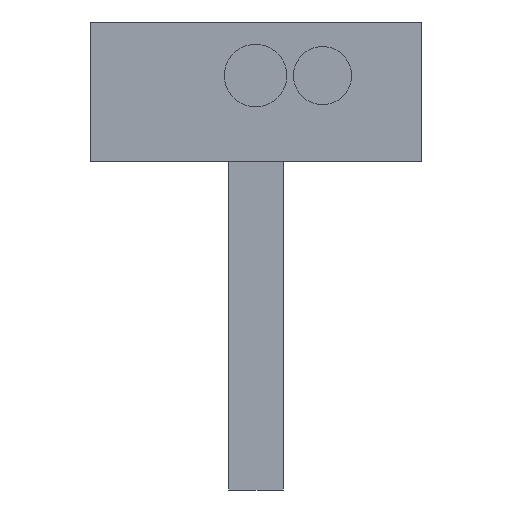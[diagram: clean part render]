
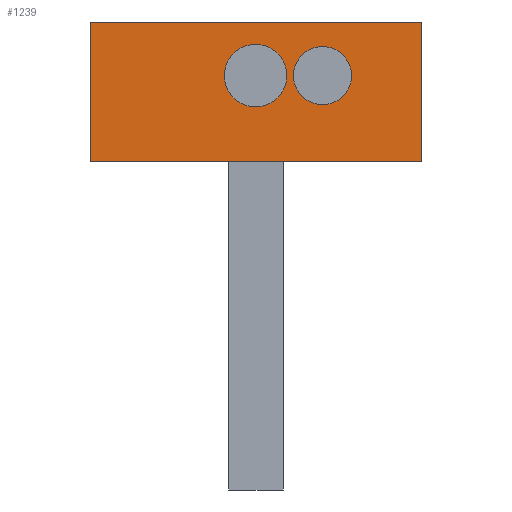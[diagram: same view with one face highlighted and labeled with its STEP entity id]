
A CAD part, left-side view. The second image highlights one B-rep face of the part: STEP entity #1239.
In plain terms, the highlighted planar face has unit normal (-1, 0, 0).
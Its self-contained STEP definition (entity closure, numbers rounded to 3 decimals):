
#10 = VERTEX_POINT ( 'NONE', #1988 ) ;
#111 = CARTESIAN_POINT ( 'NONE',  ( -90.5, 18.55, 0. ) ) ;
#140 = DIRECTION ( 'NONE',  ( 1., 0., 0. ) ) ;
#160 = EDGE_CURVE ( 'NONE', #649, #1025, #198, .T. ) ;
#168 = FACE_BOUND ( 'NONE', #2957, .T. ) ;
#179 = CARTESIAN_POINT ( 'NONE',  ( -90.5, -7.45, 9.6 ) ) ;
#198 = LINE ( 'NONE', #1129, #405 ) ;
#226 = CIRCLE ( 'NONE', #958, 3.5 ) ;
#310 = DIRECTION ( 'NONE',  ( 0., -1., 0. ) ) ;
#318 = CARTESIAN_POINT ( 'NONE',  ( -90.5, -18.55, 0. ) ) ;
#382 = CIRCLE ( 'NONE', #1309, 3.25 ) ;
#397 = CIRCLE ( 'NONE', #844, 3.25 ) ;
#405 = VECTOR ( 'NONE', #2066, 1000. ) ;
#436 = VECTOR ( 'NONE', #1137, 1000. ) ;
#455 = DIRECTION ( 'NONE',  ( -1., 0., 0. ) ) ;
#460 = DIRECTION ( 'NONE',  ( 0., 1., 0. ) ) ;
#508 = CARTESIAN_POINT ( 'NONE',  ( -90.5, 0.05, 9.6 ) ) ;
#543 = DIRECTION ( 'NONE',  ( 0., 0., -1. ) ) ;
#567 = EDGE_CURVE ( 'NONE', #2245, #649, #1508, .T. ) ;
#601 = DIRECTION ( 'NONE',  ( 0., -1., 0. ) ) ;
#649 = VERTEX_POINT ( 'NONE', #111 ) ;
#693 = VERTEX_POINT ( 'NONE', #710 ) ;
#708 = ORIENTED_EDGE ( 'NONE', *, *, #2867, .F. ) ;
#710 = CARTESIAN_POINT ( 'NONE',  ( -90.5, -3.45, 9.6 ) ) ;
#767 = ORIENTED_EDGE ( 'NONE', *, *, #567, .T. ) ;
#844 = AXIS2_PLACEMENT_3D ( 'NONE', #1905, #2767, #460 ) ;
#917 = DIRECTION ( 'NONE',  ( 0., -1., 0. ) ) ;
#958 = AXIS2_PLACEMENT_3D ( 'NONE', #1135, #2074, #310 ) ;
#992 = ORIENTED_EDGE ( 'NONE', *, *, #1772, .F. ) ;
#1013 = EDGE_CURVE ( 'NONE', #2643, #693, #226, .T. ) ;
#1025 = VERTEX_POINT ( 'NONE', #318 ) ;
#1092 = CARTESIAN_POINT ( 'NONE',  ( -90.5, -18.55, 15.6 ) ) ;
#1097 = PLANE ( 'NONE',  #1354 ) ;
#1099 = VERTEX_POINT ( 'NONE', #2366 ) ;
#1129 = CARTESIAN_POINT ( 'NONE',  ( -90.5, 18.55, 0. ) ) ;
#1135 = CARTESIAN_POINT ( 'NONE',  ( -90.5, 0.05, 9.6 ) ) ;
#1137 = DIRECTION ( 'NONE',  ( 0., 0., -1. ) ) ;
#1166 = EDGE_CURVE ( 'NONE', #693, #2643, #1943, .T. ) ;
#1239 = ADVANCED_FACE ( 'NONE', ( #1782, #168, #1519 ), #1097, .F. ) ;
#1309 = AXIS2_PLACEMENT_3D ( 'NONE', #179, #455, #2077 ) ;
#1340 = EDGE_CURVE ( 'NONE', #2245, #1464, #1364, .T. ) ;
#1354 = AXIS2_PLACEMENT_3D ( 'NONE', #2242, #140, #2225 ) ;
#1364 = LINE ( 'NONE', #2569, #1847 ) ;
#1409 = ORIENTED_EDGE ( 'NONE', *, *, #2260, .F. ) ;
#1451 = CARTESIAN_POINT ( 'NONE',  ( -90.5, -18.55, 15.6 ) ) ;
#1464 = VERTEX_POINT ( 'NONE', #1451 ) ;
#1497 = AXIS2_PLACEMENT_3D ( 'NONE', #508, #2133, #601 ) ;
#1508 = LINE ( 'NONE', #2790, #1938 ) ;
#1519 = FACE_OUTER_BOUND ( 'NONE', #1677, .T. ) ;
#1524 = ORIENTED_EDGE ( 'NONE', *, *, #1166, .F. ) ;
#1677 = EDGE_LOOP ( 'NONE', ( #1856, #1409, #1690, #767 ) ) ;
#1690 = ORIENTED_EDGE ( 'NONE', *, *, #1340, .F. ) ;
#1772 = EDGE_CURVE ( 'NONE', #1099, #10, #382, .T. ) ;
#1782 = FACE_BOUND ( 'NONE', #2989, .T. ) ;
#1806 = LINE ( 'NONE', #1092, #436 ) ;
#1847 = VECTOR ( 'NONE', #917, 1000. ) ;
#1856 = ORIENTED_EDGE ( 'NONE', *, *, #160, .T. ) ;
#1905 = CARTESIAN_POINT ( 'NONE',  ( -90.5, -7.45, 9.6 ) ) ;
#1938 = VECTOR ( 'NONE', #543, 1000. ) ;
#1943 = CIRCLE ( 'NONE', #1497, 3.5 ) ;
#1988 = CARTESIAN_POINT ( 'NONE',  ( -90.5, -4.2, 9.6 ) ) ;
#2066 = DIRECTION ( 'NONE',  ( 0., -1., 0. ) ) ;
#2074 = DIRECTION ( 'NONE',  ( -1., 0., 0. ) ) ;
#2077 = DIRECTION ( 'NONE',  ( 0., 1., 0. ) ) ;
#2133 = DIRECTION ( 'NONE',  ( -1., 0., 0. ) ) ;
#2225 = DIRECTION ( 'NONE',  ( 0., 1., 0. ) ) ;
#2242 = CARTESIAN_POINT ( 'NONE',  ( -90.5, 18.55, 15.6 ) ) ;
#2245 = VERTEX_POINT ( 'NONE', #2268 ) ;
#2260 = EDGE_CURVE ( 'NONE', #1464, #1025, #1806, .T. ) ;
#2268 = CARTESIAN_POINT ( 'NONE',  ( -90.5, 18.55, 15.6 ) ) ;
#2285 = CARTESIAN_POINT ( 'NONE',  ( -90.5, 3.55, 9.6 ) ) ;
#2366 = CARTESIAN_POINT ( 'NONE',  ( -90.5, -10.7, 9.6 ) ) ;
#2569 = CARTESIAN_POINT ( 'NONE',  ( -90.5, 18.55, 15.6 ) ) ;
#2643 = VERTEX_POINT ( 'NONE', #2285 ) ;
#2699 = ORIENTED_EDGE ( 'NONE', *, *, #1013, .F. ) ;
#2767 = DIRECTION ( 'NONE',  ( -1., 0., 0. ) ) ;
#2790 = CARTESIAN_POINT ( 'NONE',  ( -90.5, 18.55, 15.6 ) ) ;
#2867 = EDGE_CURVE ( 'NONE', #10, #1099, #397, .T. ) ;
#2957 = EDGE_LOOP ( 'NONE', ( #2699, #1524 ) ) ;
#2989 = EDGE_LOOP ( 'NONE', ( #708, #992 ) ) ;
